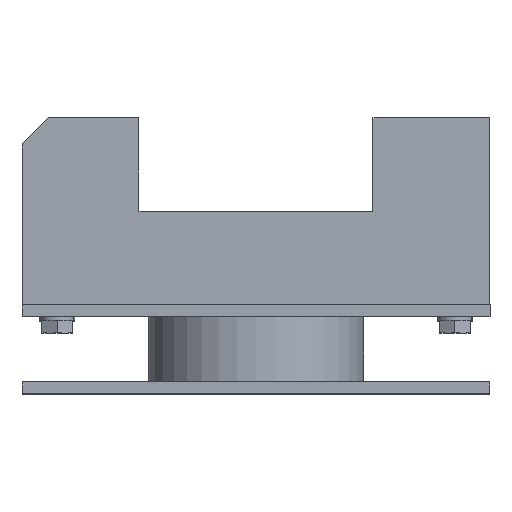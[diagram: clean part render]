
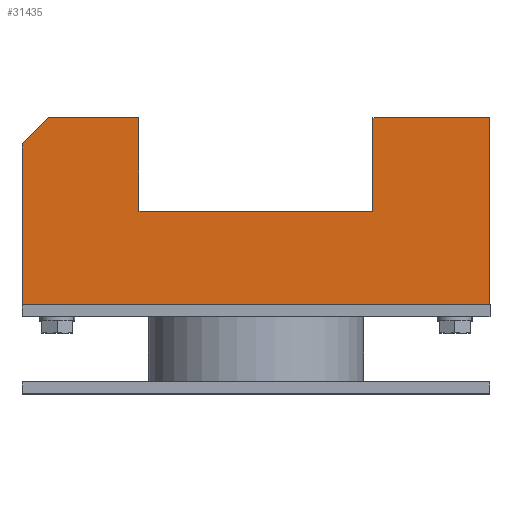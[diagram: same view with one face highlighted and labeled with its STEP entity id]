
A CAD part, top view. The second image highlights one B-rep face of the part: STEP entity #31435.
In plain terms, the highlighted face is planar.
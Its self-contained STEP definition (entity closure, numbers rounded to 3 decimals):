
#31082=DIRECTION('',(1.,0.,0.));
#31083=VECTOR('',#31082,200.);
#31084=CARTESIAN_POINT('',(0.,0.,-40.));
#31085=LINE('',#31084,#31083);
#31086=DIRECTION('',(0.,1.,0.));
#31087=VECTOR('',#31086,68.75);
#31088=CARTESIAN_POINT('',(200.,0.,-40.));
#31089=LINE('',#31088,#31087);
#31090=DIRECTION('',(-0.707,0.707,0.));
#31091=VECTOR('',#31090,15.91);
#31092=CARTESIAN_POINT('',(200.,68.75,-40.));
#31093=LINE('',#31092,#31091);
#31094=DIRECTION('',(-1.,0.,0.));
#31095=VECTOR('',#31094,38.75);
#31096=CARTESIAN_POINT('',(188.75,80.,-40.));
#31097=LINE('',#31096,#31095);
#31098=DIRECTION('',(0.,-1.,0.));
#31099=VECTOR('',#31098,40.);
#31100=CARTESIAN_POINT('',(150.,80.,-40.));
#31101=LINE('',#31100,#31099);
#31102=DIRECTION('',(-1.,0.,0.));
#31103=VECTOR('',#31102,100.);
#31104=CARTESIAN_POINT('',(150.,40.,-40.));
#31105=LINE('',#31104,#31103);
#31106=DIRECTION('',(0.,1.,0.));
#31107=VECTOR('',#31106,40.);
#31108=CARTESIAN_POINT('',(50.,40.,-40.));
#31109=LINE('',#31108,#31107);
#31110=DIRECTION('',(-1.,0.,0.));
#31111=VECTOR('',#31110,50.);
#31112=CARTESIAN_POINT('',(50.,80.,-40.));
#31113=LINE('',#31112,#31111);
#31114=DIRECTION('',(0.,-1.,0.));
#31115=VECTOR('',#31114,80.);
#31116=CARTESIAN_POINT('',(0.,80.,-40.));
#31117=LINE('',#31116,#31115);
#31334=CARTESIAN_POINT('',(0.,0.,-40.));
#31335=CARTESIAN_POINT('',(200.,0.,-40.));
#31336=VERTEX_POINT('',#31334);
#31337=VERTEX_POINT('',#31335);
#31338=CARTESIAN_POINT('',(200.,68.75,-40.));
#31339=VERTEX_POINT('',#31338);
#31340=CARTESIAN_POINT('',(188.75,80.,-40.));
#31341=CARTESIAN_POINT('',(150.,80.,-40.));
#31342=VERTEX_POINT('',#31340);
#31343=VERTEX_POINT('',#31341);
#31344=CARTESIAN_POINT('',(150.,40.,-40.));
#31345=VERTEX_POINT('',#31344);
#31346=CARTESIAN_POINT('',(50.,40.,-40.));
#31347=VERTEX_POINT('',#31346);
#31348=CARTESIAN_POINT('',(50.,80.,-40.));
#31349=VERTEX_POINT('',#31348);
#31350=CARTESIAN_POINT('',(0.,80.,-40.));
#31351=VERTEX_POINT('',#31350);
#31410=CARTESIAN_POINT('',(0.,0.,-40.));
#31411=DIRECTION('',(0.,0.,1.));
#31412=DIRECTION('',(1.,0.,0.));
#31413=AXIS2_PLACEMENT_3D('',#31410,#31411,#31412);
#31414=PLANE('',#31413);
#31416=ORIENTED_EDGE('',*,*,#31415,.T.);
#31418=ORIENTED_EDGE('',*,*,#31417,.T.);
#31420=ORIENTED_EDGE('',*,*,#31419,.T.);
#31422=ORIENTED_EDGE('',*,*,#31421,.T.);
#31424=ORIENTED_EDGE('',*,*,#31423,.T.);
#31426=ORIENTED_EDGE('',*,*,#31425,.T.);
#31428=ORIENTED_EDGE('',*,*,#31427,.T.);
#31430=ORIENTED_EDGE('',*,*,#31429,.T.);
#31432=ORIENTED_EDGE('',*,*,#31431,.T.);
#31433=EDGE_LOOP('',(#31416,#31418,#31420,#31422,#31424,#31426,#31428,#31430,
#31432));
#31434=FACE_OUTER_BOUND('',#31433,.F.);
#31435=ADVANCED_FACE('',(#31434),#31414,.F.);
#31415=EDGE_CURVE('',#31336,#31337,#31085,.T.);
#31417=EDGE_CURVE('',#31337,#31339,#31089,.T.);
#31419=EDGE_CURVE('',#31339,#31342,#31093,.T.);
#31421=EDGE_CURVE('',#31342,#31343,#31097,.T.);
#31423=EDGE_CURVE('',#31343,#31345,#31101,.T.);
#31425=EDGE_CURVE('',#31345,#31347,#31105,.T.);
#31427=EDGE_CURVE('',#31347,#31349,#31109,.T.);
#31429=EDGE_CURVE('',#31349,#31351,#31113,.T.);
#31431=EDGE_CURVE('',#31351,#31336,#31117,.T.);
